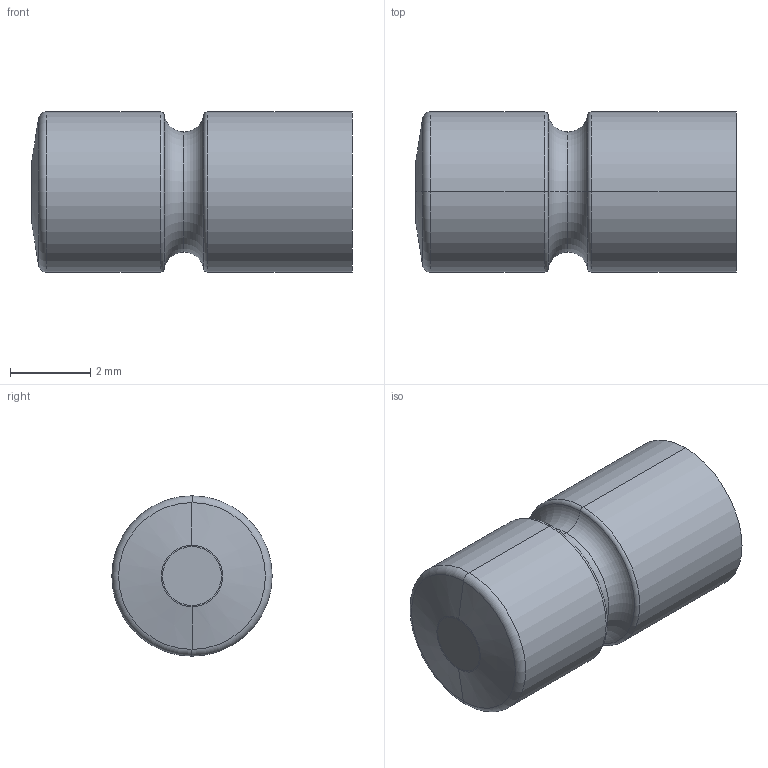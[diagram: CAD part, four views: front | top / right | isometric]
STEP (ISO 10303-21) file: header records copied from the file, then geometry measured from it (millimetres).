
FILE_DESCRIPTION (( 'STEP AP214' ), '1' );
FILE_NAME ('Zeroing Lever Spring Stud.STEP', '2025-07-06T08:34:23', ( '' ), ( '' ), 'SwSTEP 2.0', 'SolidWorks 2025', '' );
FILE_SCHEMA (( 'AUTOMOTIVE_DESIGN' ));
Length unit declared in the file: millimetre
Products named in the file (1): Zeroing Lever Spring Stud
Bounding box: 8 x 4 x 4 mm (x, y, z)
Volume: 94.8 mm3; surface area: 125.7 mm2
Topology: 1 solids, 1 shells, 20 faces, 38 edges, 20 vertices
Faces by surface type: torus 12, cylinder 4, cone 2, plane 2
Entity records: 540 total; most frequent: DIRECTION 112, CARTESIAN_POINT 79, ORIENTED_EDGE 76, AXIS2_PLACEMENT_3D 53, EDGE_CURVE 38, CIRCLE 32, VERTEX_POINT 20, EDGE_LOOP 20
